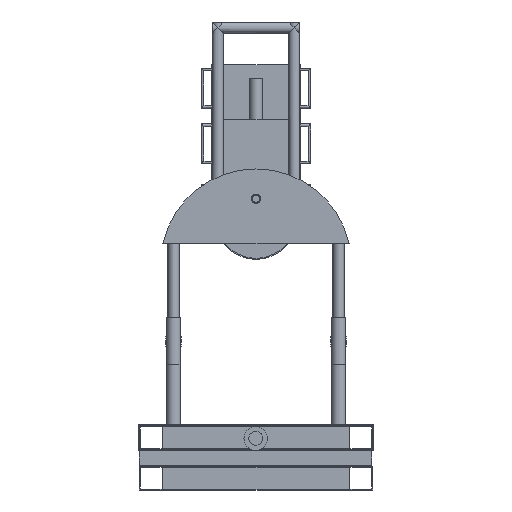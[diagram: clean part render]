
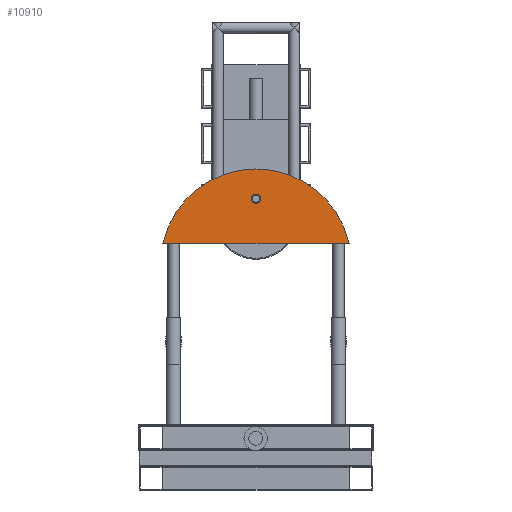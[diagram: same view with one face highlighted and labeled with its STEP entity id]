
A CAD part, front view. The second image highlights one B-rep face of the part: STEP entity #10910.
In plain terms, the highlighted face is planar.
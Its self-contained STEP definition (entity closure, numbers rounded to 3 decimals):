
#227=FACE_BOUND('',#1763,.T.);
#487=PLANE('',#11678);
#1104=FACE_OUTER_BOUND('',#1762,.T.);
#1762=EDGE_LOOP('',(#7911,#7912));
#1763=EDGE_LOOP('',(#7913));
#2483=CIRCLE('',#11672,102.5);
#2486=CIRCLE('',#11677,4.5);
#3294=LINE('',#16938,#4084);
#4084=VECTOR('',#12830,10.);
#4899=VERTEX_POINT('',#16921);
#4900=VERTEX_POINT('',#16922);
#4904=VERTEX_POINT('',#16934);
#6046=EDGE_CURVE('',#4899,#4900,#2483,.T.);
#6052=EDGE_CURVE('',#4904,#4904,#2486,.T.);
#6054=EDGE_CURVE('',#4899,#4900,#3294,.T.);
#7911=ORIENTED_EDGE('',*,*,#6046,.T.);
#7912=ORIENTED_EDGE('',*,*,#6054,.F.);
#7913=ORIENTED_EDGE('',*,*,#6052,.T.);
#10910=ADVANCED_FACE('',(#1104,#227),#487,.T.);
#11672=AXIS2_PLACEMENT_3D('',#16923,#12812,#12813);
#11677=AXIS2_PLACEMENT_3D('',#16935,#12825,#12826);
#11678=AXIS2_PLACEMENT_3D('',#16937,#12828,#12829);
#12812=DIRECTION('center_axis',(0.,0.,1.));
#12813=DIRECTION('ref_axis',(0.976,0.22,0.));
#12825=DIRECTION('center_axis',(0.,0.,-1.));
#12826=DIRECTION('ref_axis',(-1.,0.,0.));
#12828=DIRECTION('center_axis',(0.,0.,1.));
#12829=DIRECTION('ref_axis',(1.,0.,0.));
#12830=DIRECTION('',(-1.,0.,0.));
#16921=CARTESIAN_POINT('',(100.,130.,9.5));
#16922=CARTESIAN_POINT('',(-100.,130.,9.5));
#16923=CARTESIAN_POINT('Origin',(0.,107.5,9.5));
#16934=CARTESIAN_POINT('',(4.5,178.,9.5));
#16935=CARTESIAN_POINT('Origin',(0.,178.,9.5));
#16937=CARTESIAN_POINT('Origin',(-100.,130.,9.5));
#16938=CARTESIAN_POINT('',(100.,130.,9.5));
